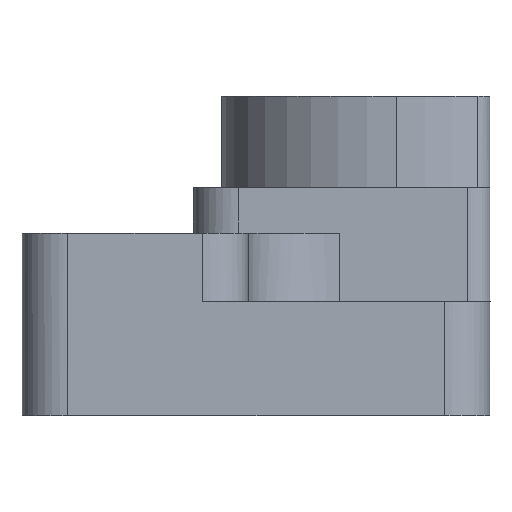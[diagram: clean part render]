
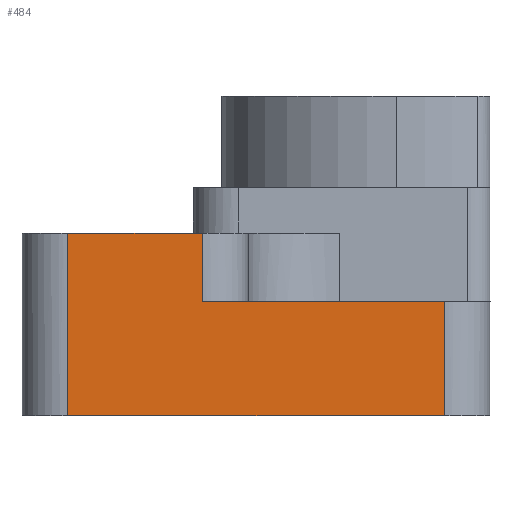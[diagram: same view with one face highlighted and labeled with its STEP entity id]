
A CAD part, left-side view. The second image highlights one B-rep face of the part: STEP entity #484.
In plain terms, the highlighted planar face has unit normal (-1, 0, 0).
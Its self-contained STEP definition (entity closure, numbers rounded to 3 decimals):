
#455=AXIS2_PLACEMENT_3D('Plane Axis2P3D',#452,#453,#454) ;
#92=CARTESIAN_POINT('Vertex',(0.,12.6,5.)) ;
#95=CARTESIAN_POINT('Line Origine',(0.,7.3,5.)) ;
#99=CARTESIAN_POINT('Vertex',(0.,2.,5.)) ;
#345=CARTESIAN_POINT('Vertex',(0.,18.5,8.)) ;
#348=CARTESIAN_POINT('Line Origine',(0.,15.55,8.)) ;
#352=CARTESIAN_POINT('Vertex',(0.,12.6,8.)) ;
#440=CARTESIAN_POINT('Line Origine',(0.,12.6,5.)) ;
#452=CARTESIAN_POINT('Axis2P3D Location',(0.,12.6,5.)) ;
#457=CARTESIAN_POINT('Line Origine',(0.,18.5,4.)) ;
#461=CARTESIAN_POINT('Vertex',(0.,18.5,0.)) ;
#464=CARTESIAN_POINT('Line Origine',(0.,10.25,0.)) ;
#468=CARTESIAN_POINT('Vertex',(0.,2.,0.)) ;
#471=CARTESIAN_POINT('Line Origine',(0.,2.,2.5)) ;
#96=DIRECTION('Vector Direction',(0.,-1.,0.)) ;
#349=DIRECTION('Vector Direction',(0.,1.,0.)) ;
#441=DIRECTION('Vector Direction',(0.,0.,-1.)) ;
#453=DIRECTION('Axis2P3D Direction',(-1.,0.,0.)) ;
#454=DIRECTION('Axis2P3D XDirection',(0.,1.,0.)) ;
#458=DIRECTION('Vector Direction',(0.,0.,1.)) ;
#465=DIRECTION('Vector Direction',(0.,1.,0.)) ;
#472=DIRECTION('Vector Direction',(0.,0.,-1.)) ;
#97=VECTOR('Line Direction',#96,1.) ;
#350=VECTOR('Line Direction',#349,1.) ;
#442=VECTOR('Line Direction',#441,1.) ;
#459=VECTOR('Line Direction',#458,1.) ;
#466=VECTOR('Line Direction',#465,1.) ;
#473=VECTOR('Line Direction',#472,1.) ;
#477=ORIENTED_EDGE('',*,*,#101,.F.) ;
#478=ORIENTED_EDGE('',*,*,#444,.F.) ;
#479=ORIENTED_EDGE('',*,*,#354,.T.) ;
#480=ORIENTED_EDGE('',*,*,#463,.F.) ;
#481=ORIENTED_EDGE('',*,*,#470,.F.) ;
#482=ORIENTED_EDGE('',*,*,#475,.F.) ;
#484=ADVANCED_FACE('MANIFOLD_SOLID_BREP #25370',(#483),#456,.T.) ;
#101=EDGE_CURVE('',#93,#100,#98,.T.) ;
#354=EDGE_CURVE('',#353,#346,#351,.T.) ;
#444=EDGE_CURVE('',#353,#93,#443,.T.) ;
#463=EDGE_CURVE('',#462,#346,#460,.T.) ;
#470=EDGE_CURVE('',#469,#462,#467,.T.) ;
#475=EDGE_CURVE('',#100,#469,#474,.T.) ;
#476=EDGE_LOOP('',(#477,#478,#479,#480,#481,#482)) ;
#483=FACE_OUTER_BOUND('',#476,.T.) ;
#98=LINE('Line',#95,#97) ;
#351=LINE('Line',#348,#350) ;
#443=LINE('Line',#440,#442) ;
#460=LINE('Line',#457,#459) ;
#467=LINE('Line',#464,#466) ;
#474=LINE('Line',#471,#473) ;
#456=PLANE('',#455) ;
#93=VERTEX_POINT('',#92) ;
#100=VERTEX_POINT('',#99) ;
#346=VERTEX_POINT('',#345) ;
#353=VERTEX_POINT('',#352) ;
#462=VERTEX_POINT('',#461) ;
#469=VERTEX_POINT('',#468) ;
